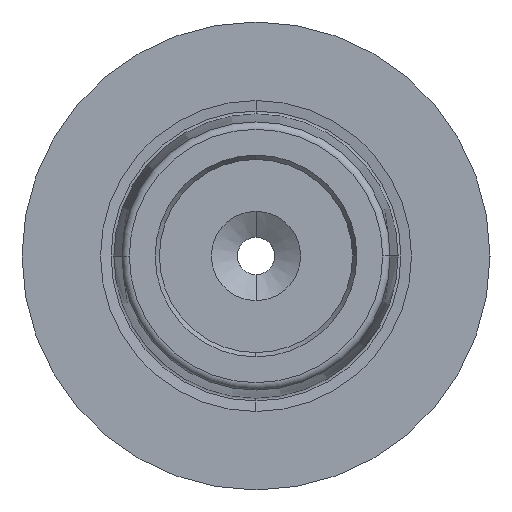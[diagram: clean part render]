
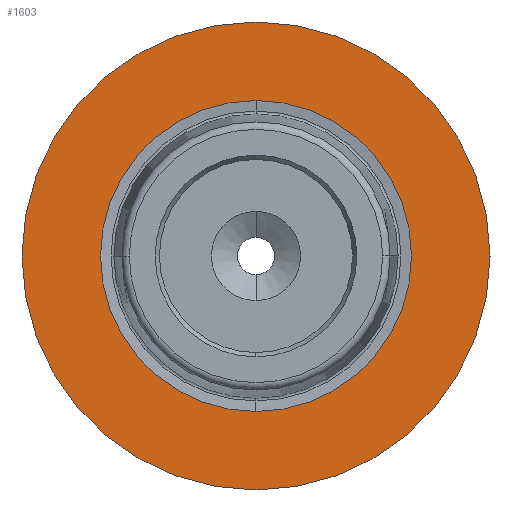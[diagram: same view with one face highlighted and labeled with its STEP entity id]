
A CAD part, left-side view. The second image highlights one B-rep face of the part: STEP entity #1603.
In plain terms, the highlighted planar face has unit normal (-1, 0, 0).
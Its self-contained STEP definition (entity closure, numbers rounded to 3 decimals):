
#652 = AXIS2_PLACEMENT_3D ( 'NONE', #2384, #2339, #2317 ) ;
#659 = CARTESIAN_POINT ( 'NONE',  ( 0., 0., -20.93 ) ) ;
#669 = EDGE_CURVE ( 'NONE', #4772, #6134, #1741, .T. ) ;
#759 = ORIENTED_EDGE ( 'NONE', *, *, #3813, .T. ) ;
#846 = AXIS2_PLACEMENT_3D ( 'NONE', #6019, #6001, #5973 ) ;
#1294 = ORIENTED_EDGE ( 'NONE', *, *, #669, .T. ) ;
#1324 = CARTESIAN_POINT ( 'NONE',  ( 0., 0., -31.5 ) ) ;
#1480 = AXIS2_PLACEMENT_3D ( 'NONE', #2760, #2755, #2744 ) ;
#1603 = ADVANCED_FACE ( 'NONE', ( #5750, #6310 ), #2512, .F. ) ;
#1741 = CIRCLE ( 'NONE', #1480, 31.5 ) ;
#1777 = EDGE_LOOP ( 'NONE', ( #4703, #2617 ) ) ;
#2317 = DIRECTION ( 'NONE',  ( 0., 0., -1. ) ) ;
#2339 = DIRECTION ( 'NONE',  ( 1., 0., 0. ) ) ;
#2384 = CARTESIAN_POINT ( 'NONE',  ( 0., 0., 0. ) ) ;
#2512 = PLANE ( 'NONE',  #652 ) ;
#2617 = ORIENTED_EDGE ( 'NONE', *, *, #3275, .F. ) ;
#2744 = DIRECTION ( 'NONE',  ( 0., 0., 1. ) ) ;
#2755 = DIRECTION ( 'NONE',  ( -1., 0., 0. ) ) ;
#2760 = CARTESIAN_POINT ( 'NONE',  ( 0., 0., 0. ) ) ;
#2913 = CARTESIAN_POINT ( 'NONE',  ( 0., 0., 20.93 ) ) ;
#2956 = CIRCLE ( 'NONE', #5623, 20.93 ) ;
#3005 = EDGE_LOOP ( 'NONE', ( #1294, #759 ) ) ;
#3275 = EDGE_CURVE ( 'NONE', #5251, #3784, #2956, .T. ) ;
#3784 = VERTEX_POINT ( 'NONE', #2913 ) ;
#3813 = EDGE_CURVE ( 'NONE', #6134, #4772, #5405, .T. ) ;
#4281 = DIRECTION ( 'NONE',  ( 0., 0., 1. ) ) ;
#4311 = DIRECTION ( 'NONE',  ( -1., 0., 0. ) ) ;
#4328 = CARTESIAN_POINT ( 'NONE',  ( 0., 0., 0. ) ) ;
#4411 = DIRECTION ( 'NONE',  ( 0., 0., 1. ) ) ;
#4429 = DIRECTION ( 'NONE',  ( -1., 0., 0. ) ) ;
#4446 = CARTESIAN_POINT ( 'NONE',  ( 0., 0., 0. ) ) ;
#4703 = ORIENTED_EDGE ( 'NONE', *, *, #5758, .F. ) ;
#4750 = CARTESIAN_POINT ( 'NONE',  ( 0., 0., 31.5 ) ) ;
#4772 = VERTEX_POINT ( 'NONE', #4750 ) ;
#5251 = VERTEX_POINT ( 'NONE', #659 ) ;
#5405 = CIRCLE ( 'NONE', #846, 31.5 ) ;
#5623 = AXIS2_PLACEMENT_3D ( 'NONE', #4328, #4311, #4281 ) ;
#5750 = FACE_OUTER_BOUND ( 'NONE', #3005, .T. ) ;
#5758 = EDGE_CURVE ( 'NONE', #3784, #5251, #6144, .T. ) ;
#5973 = DIRECTION ( 'NONE',  ( 0., 0., 1. ) ) ;
#6001 = DIRECTION ( 'NONE',  ( -1., 0., 0. ) ) ;
#6019 = CARTESIAN_POINT ( 'NONE',  ( 0., 0., 0. ) ) ;
#6134 = VERTEX_POINT ( 'NONE', #1324 ) ;
#6144 = CIRCLE ( 'NONE', #6194, 20.93 ) ;
#6194 = AXIS2_PLACEMENT_3D ( 'NONE', #4446, #4429, #4411 ) ;
#6310 = FACE_BOUND ( 'NONE', #1777, .T. ) ;
